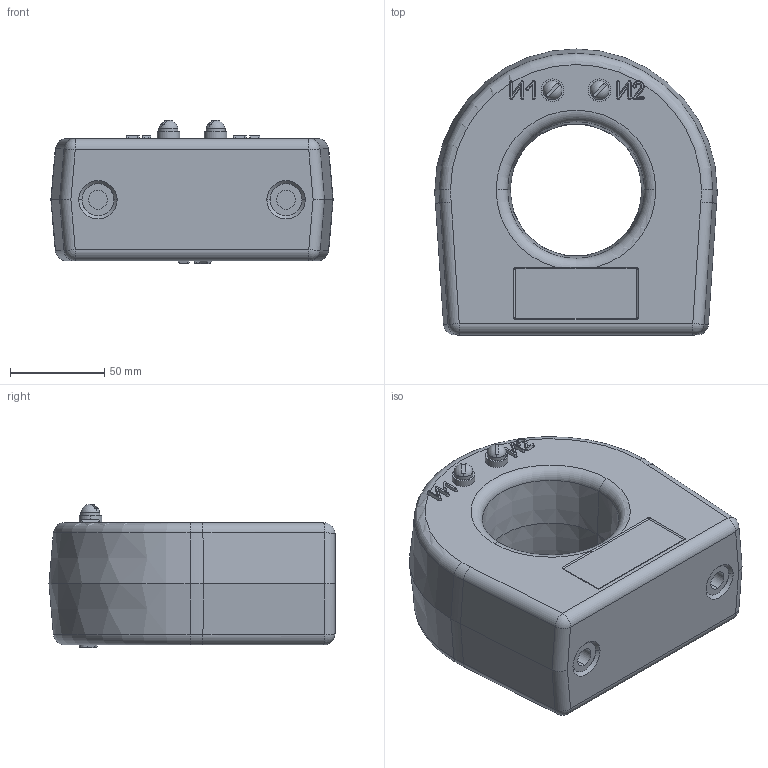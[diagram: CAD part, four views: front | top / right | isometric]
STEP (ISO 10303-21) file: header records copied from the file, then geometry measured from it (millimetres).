
FILE_DESCRIPTION (( 'STEP AP214' ), '1' );
FILE_NAME ('痀佮-1.STEP', '2017-06-22T09:09:47', ( '' ), ( '' ), 'SwSTEP 2.0', 'SolidWorks 2010', '' );
FILE_SCHEMA (( 'AUTOMOTIVE_DESIGN' ));
Length unit declared in the file: millimetre
Products named in the file (1): 痀佮-1
Bounding box: 150 x 152 x 76.22 mm (x, y, z)
Volume: 979319 mm3; surface area: 89414.1 mm2
Topology: 1 solids, 12 shells, 310 faces, 768 edges, 488 vertices
Faces by surface type: plane 148, cylinder 61, cone 56, torus 22, bspline 15, sphere 8
Entity records: 13650 total; most frequent: CARTESIAN_POINT 2818, DIRECTION 1609, ORIENTED_EDGE 1528, EDGE_CURVE 764, AXIS2_PLACEMENT_3D 601, VERTEX_POINT 488, LINE 407, VECTOR 407
